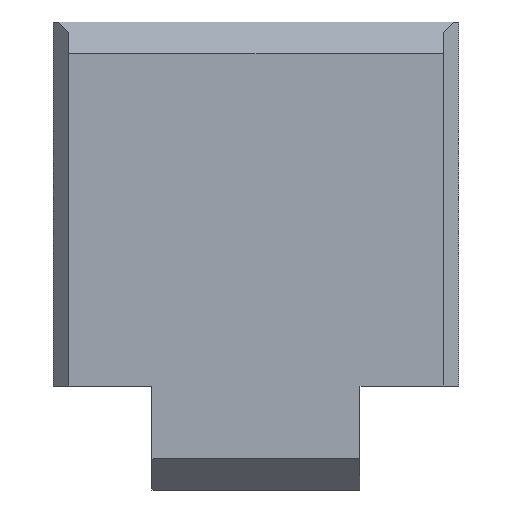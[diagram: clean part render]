
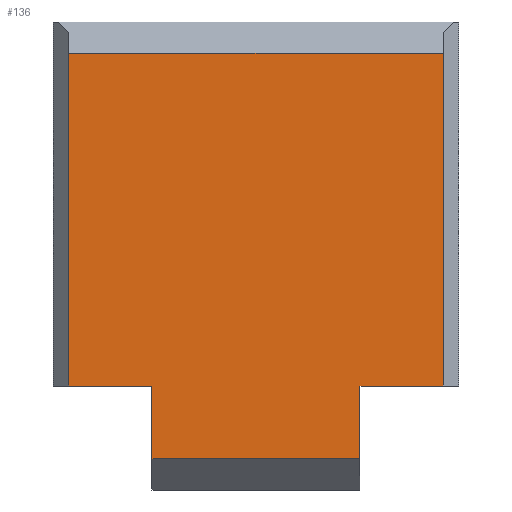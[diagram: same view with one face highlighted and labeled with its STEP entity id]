
A CAD part, front view. The second image highlights one B-rep face of the part: STEP entity #136.
In plain terms, the highlighted planar face has unit normal (0, -1, 0).
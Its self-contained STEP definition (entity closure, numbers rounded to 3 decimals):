
#32 = VERTEX_POINT('',#33);
#33 = CARTESIAN_POINT('',(-1.8,-0.5,1.));
#39 = EDGE_CURVE('',#32,#40,#42,.T.);
#40 = VERTEX_POINT('',#41);
#41 = CARTESIAN_POINT('',(-1.8,-0.5,4.2));
#42 = LINE('',#43,#44);
#43 = CARTESIAN_POINT('',(-1.8,-0.5,0.));
#44 = VECTOR('',#45,1.);
#45 = DIRECTION('',(0.,0.,1.));
#118 = EDGE_CURVE('',#119,#40,#121,.T.);
#119 = VERTEX_POINT('',#120);
#120 = CARTESIAN_POINT('',(1.8,-0.5,4.2));
#121 = LINE('',#122,#123);
#122 = CARTESIAN_POINT('',(17.587,-0.5,4.2));
#123 = VECTOR('',#124,1.);
#124 = DIRECTION('',(-1.,0.,0.));
#136 = ADVANCED_FACE('',(#137),#187,.T.);
#137 = FACE_BOUND('',#138,.T.);
#138 = EDGE_LOOP('',(#139,#149,#155,#156,#157,#165,#173,#181));
#139 = ORIENTED_EDGE('',*,*,#140,.F.);
#140 = EDGE_CURVE('',#141,#143,#145,.T.);
#141 = VERTEX_POINT('',#142);
#142 = CARTESIAN_POINT('',(1.8,-0.5,1.));
#143 = VERTEX_POINT('',#144);
#144 = CARTESIAN_POINT('',(1.,-0.5,1.));
#145 = LINE('',#146,#147);
#146 = CARTESIAN_POINT('',(1.9,-0.5,1.));
#147 = VECTOR('',#148,1.);
#148 = DIRECTION('',(-1.,0.,0.));
#149 = ORIENTED_EDGE('',*,*,#150,.T.);
#150 = EDGE_CURVE('',#141,#119,#151,.T.);
#151 = LINE('',#152,#153);
#152 = CARTESIAN_POINT('',(1.8,-0.5,0.));
#153 = VECTOR('',#154,1.);
#154 = DIRECTION('',(0.,0.,1.));
#155 = ORIENTED_EDGE('',*,*,#118,.T.);
#156 = ORIENTED_EDGE('',*,*,#39,.F.);
#157 = ORIENTED_EDGE('',*,*,#158,.T.);
#158 = EDGE_CURVE('',#32,#159,#161,.T.);
#159 = VERTEX_POINT('',#160);
#160 = CARTESIAN_POINT('',(-1.,-0.5,1.));
#161 = LINE('',#162,#163);
#162 = CARTESIAN_POINT('',(-0.1,-0.5,1.));
#163 = VECTOR('',#164,1.);
#164 = DIRECTION('',(1.,0.,0.));
#165 = ORIENTED_EDGE('',*,*,#166,.T.);
#166 = EDGE_CURVE('',#159,#167,#169,.T.);
#167 = VERTEX_POINT('',#168);
#168 = CARTESIAN_POINT('',(-1.,-0.5,0.3));
#169 = LINE('',#170,#171);
#170 = CARTESIAN_POINT('',(-1.,-0.5,0.5));
#171 = VECTOR('',#172,1.);
#172 = DIRECTION('',(-0.,-0.,-1.));
#173 = ORIENTED_EDGE('',*,*,#174,.F.);
#174 = EDGE_CURVE('',#175,#167,#177,.T.);
#175 = VERTEX_POINT('',#176);
#176 = CARTESIAN_POINT('',(1.,-0.5,0.3));
#177 = LINE('',#178,#179);
#178 = CARTESIAN_POINT('',(17.587,-0.5,0.3));
#179 = VECTOR('',#180,1.);
#180 = DIRECTION('',(-1.,0.,0.));
#181 = ORIENTED_EDGE('',*,*,#182,.F.);
#182 = EDGE_CURVE('',#143,#175,#183,.T.);
#183 = LINE('',#184,#185);
#184 = CARTESIAN_POINT('',(1.,-0.5,0.5));
#185 = VECTOR('',#186,1.);
#186 = DIRECTION('',(-0.,-0.,-1.));
#187 = PLANE('',#188);
#188 = AXIS2_PLACEMENT_3D('',#189,#190,#191);
#189 = CARTESIAN_POINT('',(1.8,-0.5,0.));
#190 = DIRECTION('',(0.,-1.,0.));
#191 = DIRECTION('',(-1.,0.,0.));
